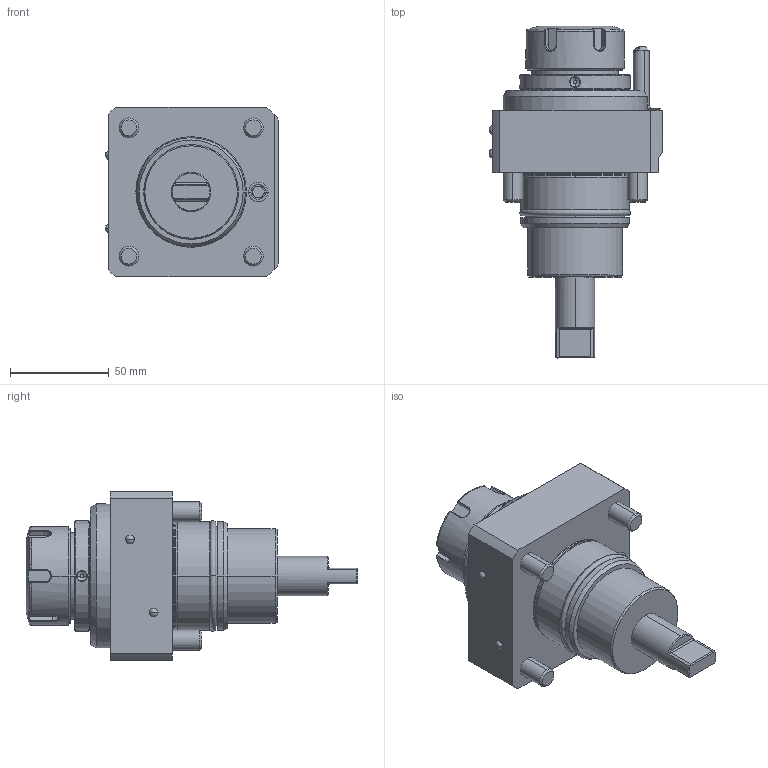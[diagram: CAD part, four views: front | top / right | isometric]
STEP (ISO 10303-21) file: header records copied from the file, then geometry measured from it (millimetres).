
FILE_DESCRIPTION((''),'2;1');
FILE_NAME('NGT2_55_101_32_1_BL','2021-01-19T',('vali'),('NOVA GRUP'),'PRO/ENGINEER BY PARAMETRIC TECHNOLOGY CORPORATION, 2010280','PRO/ENGINEER BY PARAMETRIC TECHNOLOGY CORPORATION, 2010280','');
FILE_SCHEMA(('CONFIG_CONTROL_DESIGN'));
Length unit declared in the file: millimetre
Products named in the file (1): NGT2_55_101_32_1_BL
Bounding box: 88.1 x 168.1 x 86 mm (x, y, z)
Volume: 459306.4 mm3; surface area: 52410.1 mm2
Topology: 2 solids, 2 shells, 250 faces, 602 edges, 374 vertices
Faces by surface type: plane 83, cylinder 71, cone 44, bspline 28, torus 18, sphere 6
Entity records: 10841 total; most frequent: CARTESIAN_POINT 5250, ORIENTED_EDGE 1196, DIRECTION 1075, EDGE_CURVE 598, AXIS2_PLACEMENT_3D 421, VERTEX_POINT 374, EDGE_LOOP 274, FACE_OUTER_BOUND 250
